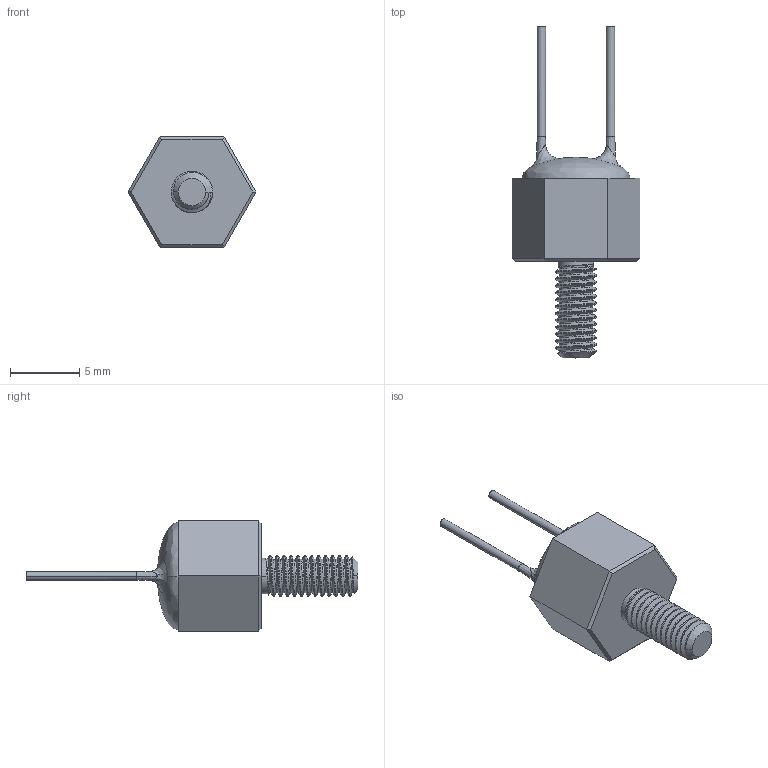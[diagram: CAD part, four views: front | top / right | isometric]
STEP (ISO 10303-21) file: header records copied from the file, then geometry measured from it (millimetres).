
FILE_DESCRIPTION (( 'STEP AP214' ), '1' );
FILE_NAME ('B57045K(TDK).STEP', '2019-07-01T08:51:45', ( '' ), ( '' ), 'SwSTEP 2.0', 'SolidWorks 2018', '' );
FILE_SCHEMA (( 'AUTOMOTIVE_DESIGN' ));
Length unit declared in the file: millimetre
Products named in the file (1): B57045K(TDK)
Bounding box: 9.24 x 24 x 8 mm (x, y, z)
Volume: 425.6 mm3; surface area: 414.2 mm2
Topology: 1 solids, 1 shells, 68 faces, 179 edges, 113 vertices
Faces by surface type: cylinder 32, plane 20, bspline 13, cone 3
Entity records: 4671 total; most frequent: CARTESIAN_POINT 2495, ORIENTED_EDGE 354, DIRECTION 219, EDGE_CURVE 177, VERTEX_POINT 113, AXIS2_PLACEMENT_3D 74, VECTOR 71, UNCERTAINTY_MEASURE_WITH_UNIT 71
